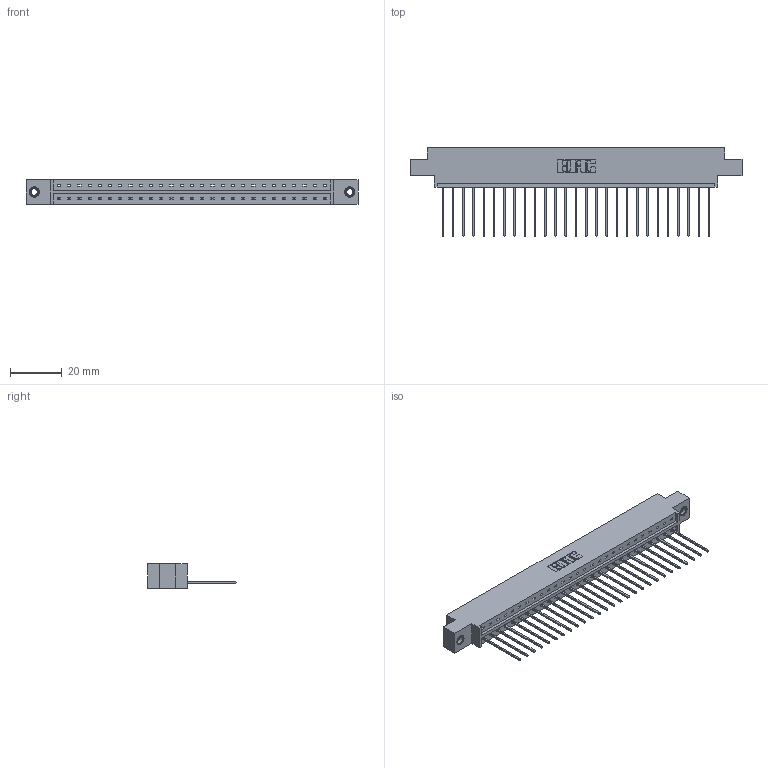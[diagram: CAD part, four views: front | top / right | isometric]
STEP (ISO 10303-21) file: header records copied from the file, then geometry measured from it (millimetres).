
FILE_DESCRIPTION (( 'STEP AP203' ), '1' );
FILE_NAME ('833-027-541-607.STEP', '2020-06-02T06:51:32', ( '' ), ( '' ), 'SwSTEP 2.0', 'SolidWorks 2020', '' );
FILE_SCHEMA (( 'CONFIG_CONTROL_DESIGN' ));
Length unit declared in the file: inch
Products named in the file (4): 345-250-001_345-250-005-103; 345-292-001_345-293-141; 833 Part_Offset - .156 Dia - TI; 833-027-541-607
Assembly tree (30 placements, depth 2):
  833-027-541-607
    833 Part_Offset - .156 Dia - TI
    345-292-001_345-293-141  x27
    345-250-001_345-250-005-103  x2
Bounding box: 128.52 x 34.3 x 9.4 mm (x, y, z)
Volume: 12651.9 mm3; surface area: 14373.6 mm2
Topology: 30 solids, 30 shells, 1744 faces, 5211 edges, 3430 vertices
Faces by surface type: plane 1240, cylinder 488, cone 12, torus 4
Entity records: 19782 total; most frequent: CARTESIAN_POINT 3398, ORIENTED_EDGE 3354, DIRECTION 2929, EDGE_CURVE 1677, LINE 1529, VECTOR 1529, VERTEX_POINT 1112, AXIS2_PLACEMENT_3D 700
